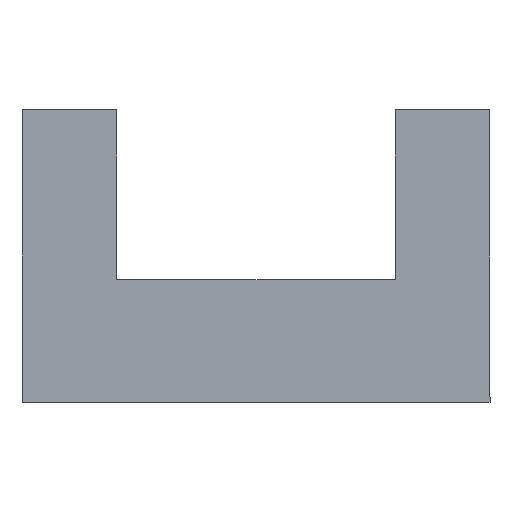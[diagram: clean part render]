
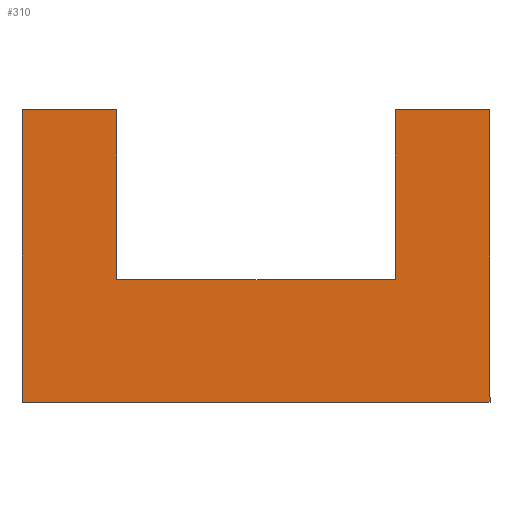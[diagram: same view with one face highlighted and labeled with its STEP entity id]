
A CAD part, front view. The second image highlights one B-rep face of the part: STEP entity #310.
In plain terms, the highlighted face is planar.
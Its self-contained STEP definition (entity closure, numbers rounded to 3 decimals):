
#56=ORIENTED_EDGE('',*,*,#107,.T.);
#57=ORIENTED_EDGE('',*,*,#127,.T.);
#58=ORIENTED_EDGE('',*,*,#125,.T.);
#59=ORIENTED_EDGE('',*,*,#122,.T.);
#60=ORIENTED_EDGE('',*,*,#119,.T.);
#61=ORIENTED_EDGE('',*,*,#116,.F.);
#62=ORIENTED_EDGE('',*,*,#113,.F.);
#63=ORIENTED_EDGE('',*,*,#110,.F.);
#107=EDGE_CURVE('',#144,#147,#171,.T.);
#110=EDGE_CURVE('',#144,#148,#174,.T.);
#113=EDGE_CURVE('',#148,#150,#177,.T.);
#116=EDGE_CURVE('',#150,#152,#180,.T.);
#119=EDGE_CURVE('',#154,#152,#183,.T.);
#122=EDGE_CURVE('',#156,#154,#186,.T.);
#125=EDGE_CURVE('',#158,#156,#189,.T.);
#127=EDGE_CURVE('',#147,#158,#191,.T.);
#144=VERTEX_POINT('',#437);
#147=VERTEX_POINT('',#442);
#148=VERTEX_POINT('',#446);
#150=VERTEX_POINT('',#452);
#152=VERTEX_POINT('',#458);
#154=VERTEX_POINT('',#464);
#156=VERTEX_POINT('',#470);
#158=VERTEX_POINT('',#476);
#171=LINE('',#443,#211);
#174=LINE('',#449,#214);
#177=LINE('',#455,#217);
#180=LINE('',#461,#220);
#183=LINE('',#467,#223);
#186=LINE('',#473,#226);
#189=LINE('',#479,#229);
#191=LINE('',#482,#231);
#211=VECTOR('',#361,1000.);
#214=VECTOR('',#366,1000.);
#217=VECTOR('',#371,1000.);
#220=VECTOR('',#376,1000.);
#223=VECTOR('',#381,1000.);
#226=VECTOR('',#386,1000.);
#229=VECTOR('',#391,1000.);
#231=VECTOR('',#395,1000.);
#256=EDGE_LOOP('',(#56,#57,#58,#59,#60,#61,#62,#63));
#274=FACE_BOUND('',#256,.T.);
#292=PLANE('',#343);
#310=ADVANCED_FACE('',(#274),#292,.F.);
#343=AXIS2_PLACEMENT_3D('',#483,#396,#397);
#361=DIRECTION('',(-1.,0.,0.));
#366=DIRECTION('',(0.,1.,0.));
#371=DIRECTION('',(-1.,0.,0.));
#376=DIRECTION('',(0.,-1.,0.));
#381=DIRECTION('',(-1.,0.,0.));
#386=DIRECTION('',(0.,-1.,0.));
#391=DIRECTION('',(1.,0.,0.));
#395=DIRECTION('',(0.,-1.,0.));
#396=DIRECTION('',(0.,0.,1.));
#397=DIRECTION('',(0.,1.,0.));
#437=CARTESIAN_POINT('',(105.,134.,0.));
#442=CARTESIAN_POINT('',(44.,134.,0.));
#443=CARTESIAN_POINT('',(74.5,134.,0.));
#446=CARTESIAN_POINT('',(105.,168.,0.));
#449=CARTESIAN_POINT('',(105.,84.,0.));
#452=CARTESIAN_POINT('',(0.,168.,0.));
#455=CARTESIAN_POINT('',(52.5,168.,0.));
#458=CARTESIAN_POINT('',(0.,0.,0.));
#461=CARTESIAN_POINT('',(0.,84.,0.));
#464=CARTESIAN_POINT('',(105.,0.,0.));
#467=CARTESIAN_POINT('',(52.,0.,0.));
#470=CARTESIAN_POINT('',(105.,34.,0.));
#473=CARTESIAN_POINT('',(105.,17.5,0.));
#476=CARTESIAN_POINT('',(44.,34.,0.));
#479=CARTESIAN_POINT('',(106.75,34.,0.));
#482=CARTESIAN_POINT('',(44.,30.381,0.));
#483=CARTESIAN_POINT('',(14.5,44.,0.));
